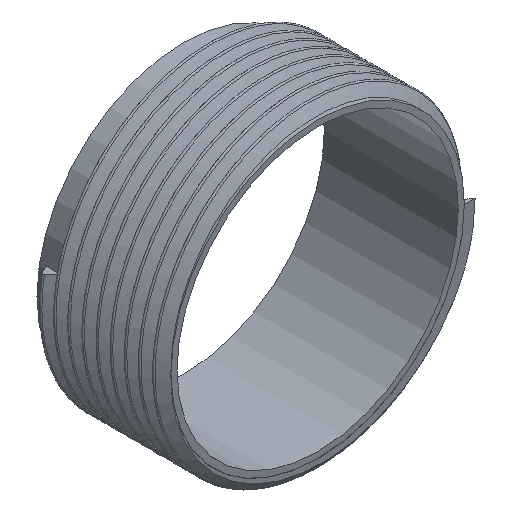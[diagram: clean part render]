
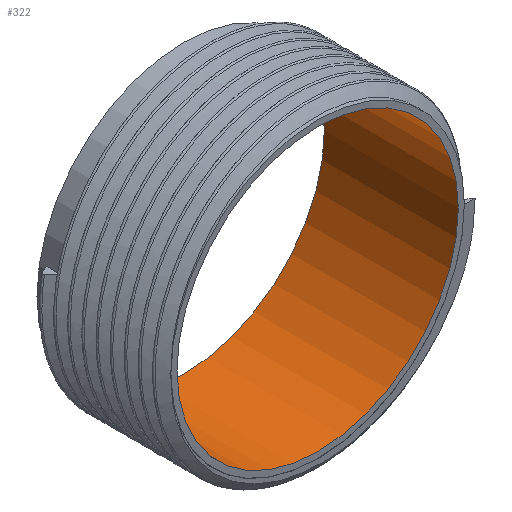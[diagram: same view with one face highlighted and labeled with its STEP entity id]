
A CAD part, isometric view. The second image highlights one B-rep face of the part: STEP entity #322.
In plain terms, the highlighted cylindrical face has radius 21 mm (diameter 42 mm), a full revolution.
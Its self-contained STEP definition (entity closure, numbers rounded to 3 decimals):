
#53=FACE_OUTER_BOUND('',#73,.T.);
#73=EDGE_LOOP('',(#214,#215,#216,#217));
#95=LINE('',#447,#112);
#112=VECTOR('',#385,21.);
#129=CIRCLE('',#358,21.);
#130=CIRCLE('',#359,21.);
#134=VERTEX_POINT('',#444);
#135=VERTEX_POINT('',#446);
#166=EDGE_CURVE('',#134,#134,#129,.T.);
#167=EDGE_CURVE('',#134,#135,#95,.T.);
#168=EDGE_CURVE('',#135,#135,#130,.T.);
#214=ORIENTED_EDGE('',*,*,#166,.F.);
#215=ORIENTED_EDGE('',*,*,#167,.T.);
#216=ORIENTED_EDGE('',*,*,#168,.T.);
#217=ORIENTED_EDGE('',*,*,#167,.F.);
#310=CYLINDRICAL_SURFACE('',#357,21.);
#322=ADVANCED_FACE('',(#53),#310,.F.);
#357=AXIS2_PLACEMENT_3D('',#443,#381,#382);
#358=AXIS2_PLACEMENT_3D('',#445,#383,#384);
#359=AXIS2_PLACEMENT_3D('',#448,#386,#387);
#381=DIRECTION('center_axis',(0.,1.,0.));
#382=DIRECTION('ref_axis',(1.,0.,0.));
#383=DIRECTION('center_axis',(0.,-1.,0.));
#384=DIRECTION('ref_axis',(1.,0.,0.));
#385=DIRECTION('',(0.,-1.,0.));
#386=DIRECTION('center_axis',(0.,-1.,0.));
#387=DIRECTION('ref_axis',(1.,0.,0.));
#443=CARTESIAN_POINT('Origin',(0.,0.,0.));
#444=CARTESIAN_POINT('',(-21.,20.,0.));
#445=CARTESIAN_POINT('Origin',(0.,20.,0.));
#446=CARTESIAN_POINT('',(-21.,0.,0.));
#447=CARTESIAN_POINT('',(-21.,0.,0.));
#448=CARTESIAN_POINT('Origin',(0.,0.,0.));
